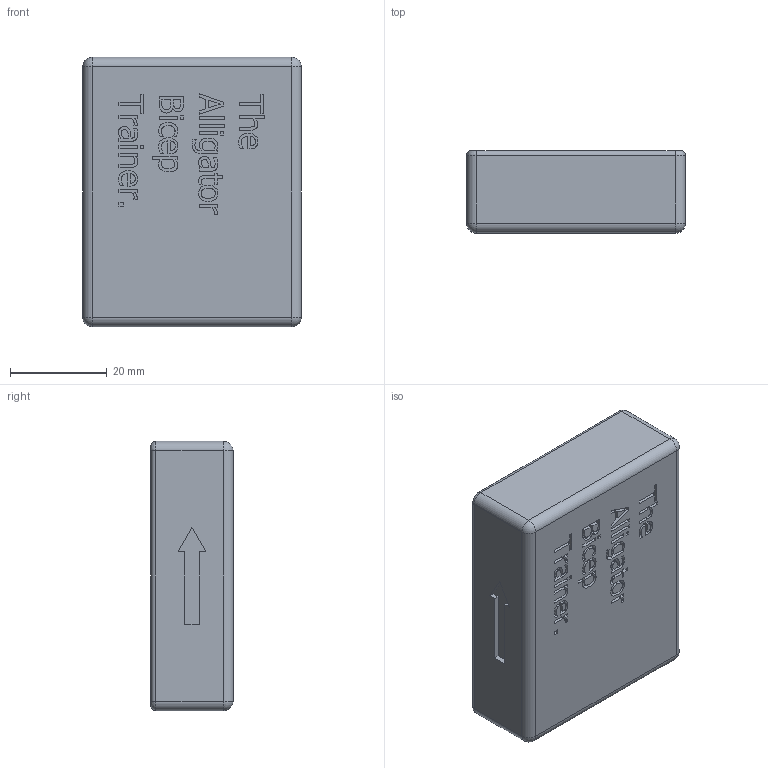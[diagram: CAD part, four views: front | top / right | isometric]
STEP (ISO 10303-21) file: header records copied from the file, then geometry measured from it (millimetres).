
FILE_DESCRIPTION(/* description */ (''),/* implementation_level */ '2;1');
FILE_NAME(/* name */ 'top_part_7.stp',/* time_stamp */ '2025-10-02T17:54:26+02:00',/* author */ ('Zenkner'),/* organization */ (''),/* preprocessor_version */ 'ST-DEVELOPER v19.2',/* originating_system */ 'Autodesk Inventor 2023',/* authorisation */ '');
FILE_SCHEMA (('AUTOMOTIVE_DESIGN { 1 0 10303 214 3 1 1 }'));
Length unit declared in the file: millimetre
Products named in the file (1): top_part_4
Bounding box: 45.2 x 17 x 55.7 mm (x, y, z)
Volume: 10048 mm3; surface area: 11138.5 mm2
Topology: 1 solids, 1 shells, 429 faces, 1130 edges, 744 vertices
Faces by surface type: plane 242, bspline 159, cylinder 20, torus 4, sphere 4
Entity records: 13969 total; most frequent: CARTESIAN_POINT 4351, ORIENTED_EDGE 2260, DIRECTION 1418, EDGE_CURVE 1130, LINE 764, VECTOR 764, VERTEX_POINT 744, EDGE_LOOP 472
